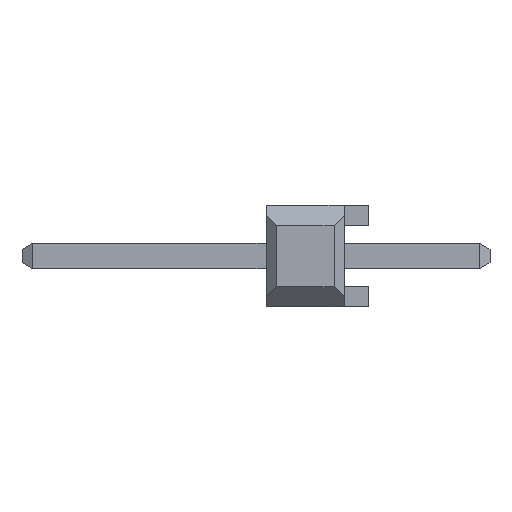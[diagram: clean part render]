
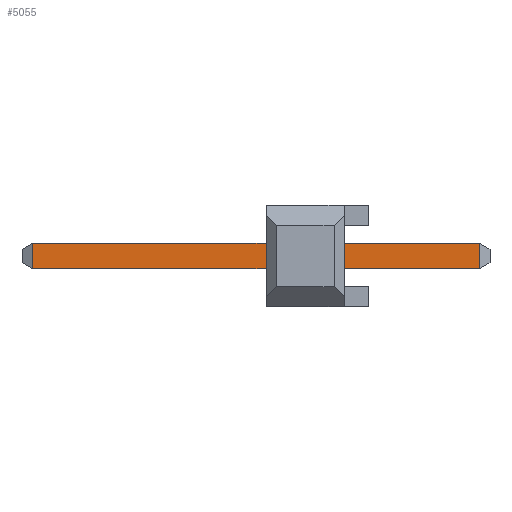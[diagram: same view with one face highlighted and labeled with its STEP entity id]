
A CAD part, left-side view. The second image highlights one B-rep face of the part: STEP entity #5055.
In plain terms, the highlighted planar face has unit normal (-1, 0, 0).
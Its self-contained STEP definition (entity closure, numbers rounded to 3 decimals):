
#4749=DIRECTION('',(0.,0.,-1.));
#4750=VECTOR('',#4749,0.635);
#4751=CARTESIAN_POINT('',(-0.318,-0.264,0.318));
#4752=LINE('',#4751,#4750);
#4798=DIRECTION('',(0.,-1.,0.));
#4799=VECTOR('',#4798,11.152);
#4800=CARTESIAN_POINT('',(-0.318,-0.264,-0.318));
#4801=LINE('',#4800,#4799);
#4805=DIRECTION('',(0.,-1.,0.));
#4806=VECTOR('',#4805,11.152);
#4807=CARTESIAN_POINT('',(-0.318,-0.264,0.318));
#4808=LINE('',#4807,#4806);
#4826=DIRECTION('',(0.,0.,-1.));
#4827=VECTOR('',#4826,0.635);
#4828=CARTESIAN_POINT('',(-0.318,-11.416,0.318));
#4829=LINE('',#4828,#4827);
#4900=CARTESIAN_POINT('',(-0.318,-0.264,-0.318));
#4902=VERTEX_POINT('',#4900);
#4910=CARTESIAN_POINT('',(-0.318,-0.264,0.318));
#4911=VERTEX_POINT('',#4910);
#4917=CARTESIAN_POINT('',(-0.318,-11.416,0.318));
#4919=VERTEX_POINT('',#4917);
#4926=CARTESIAN_POINT('',(-0.318,-11.416,-0.318));
#4927=VERTEX_POINT('',#4926);
#5043=CARTESIAN_POINT('',(-0.318,0.,0.318));
#5044=DIRECTION('',(-1.,0.,0.));
#5045=DIRECTION('',(0.,0.,-1.));
#5046=AXIS2_PLACEMENT_3D('',#5043,#5044,#5045);
#5047=PLANE('',#5046);
#5048=ORIENTED_EDGE('',*,*,#4981,.F.);
#5049=ORIENTED_EDGE('',*,*,#5010,.T.);
#5051=ORIENTED_EDGE('',*,*,#5050,.T.);
#5052=ORIENTED_EDGE('',*,*,#5035,.F.);
#5053=EDGE_LOOP('',(#5048,#5049,#5051,#5052));
#5054=FACE_OUTER_BOUND('',#5053,.F.);
#5055=ADVANCED_FACE('',(#5054),#5047,.T.);
#4981=EDGE_CURVE('',#4911,#4902,#4752,.T.);
#5010=EDGE_CURVE('',#4911,#4919,#4808,.T.);
#5035=EDGE_CURVE('',#4902,#4927,#4801,.T.);
#5050=EDGE_CURVE('',#4919,#4927,#4829,.T.);
